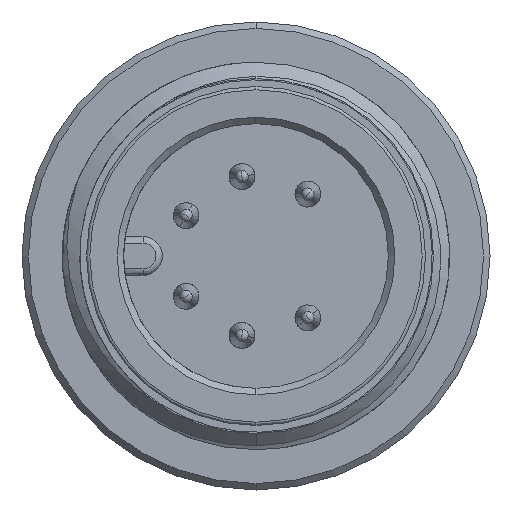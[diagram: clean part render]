
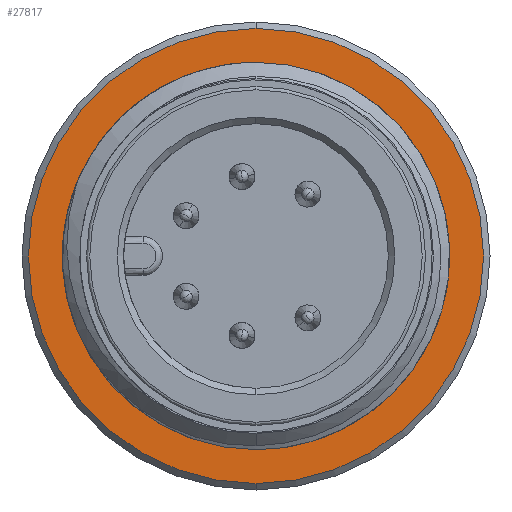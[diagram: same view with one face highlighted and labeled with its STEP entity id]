
A CAD part, left-side view. The second image highlights one B-rep face of the part: STEP entity #27817.
In plain terms, the highlighted planar face has unit normal (-1, 0, 0).
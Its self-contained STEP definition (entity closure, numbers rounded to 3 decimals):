
#1669 = ORIENTED_EDGE ( 'NONE', *, *, #17571, .T. ) ;
#1696 = CARTESIAN_POINT ( 'NONE',  ( 7.3, 0., 7.05 ) ) ;
#2447 = CIRCLE ( 'NONE', #20654, 6. ) ;
#2815 = CARTESIAN_POINT ( 'NONE',  ( 7.3, 0., 0. ) ) ;
#3567 = EDGE_CURVE ( 'NONE', #25269, #21765, #12682, .T. ) ;
#5973 = DIRECTION ( 'NONE',  ( -1., 0., 0. ) ) ;
#6342 = AXIS2_PLACEMENT_3D ( 'NONE', #19844, #16822, #26077 ) ;
#7184 = CIRCLE ( 'NONE', #6342, 7.05 ) ;
#9078 = VERTEX_POINT ( 'NONE', #26335 ) ;
#10219 = CARTESIAN_POINT ( 'NONE',  ( 7.3, 0., -7.05 ) ) ;
#10535 = ORIENTED_EDGE ( 'NONE', *, *, #36408, .F. ) ;
#11854 = FACE_BOUND ( 'NONE', #35997, .T. ) ;
#12461 = ORIENTED_EDGE ( 'NONE', *, *, #3567, .T. ) ;
#12682 = CIRCLE ( 'NONE', #30334, 7.05 ) ;
#13770 = CIRCLE ( 'NONE', #32362, 6. ) ;
#16207 = ORIENTED_EDGE ( 'NONE', *, *, #34833, .F. ) ;
#16822 = DIRECTION ( 'NONE',  ( -1., 0., 0. ) ) ;
#16899 = DIRECTION ( 'NONE',  ( -1., 0., 0. ) ) ;
#17495 = AXIS2_PLACEMENT_3D ( 'NONE', #30465, #27036, #24354 ) ;
#17533 = PLANE ( 'NONE',  #17495 ) ;
#17571 = EDGE_CURVE ( 'NONE', #21765, #25269, #7184, .T. ) ;
#18008 = VERTEX_POINT ( 'NONE', #31510 ) ;
#18521 = DIRECTION ( 'NONE',  ( 0., 0., 1. ) ) ;
#18653 = DIRECTION ( 'NONE',  ( 0., 0., 1. ) ) ;
#19844 = CARTESIAN_POINT ( 'NONE',  ( 7.3, 0., 0. ) ) ;
#20654 = AXIS2_PLACEMENT_3D ( 'NONE', #2815, #5973, #18521 ) ;
#21765 = VERTEX_POINT ( 'NONE', #10219 ) ;
#24354 = DIRECTION ( 'NONE',  ( 0., 0., -1. ) ) ;
#25269 = VERTEX_POINT ( 'NONE', #1696 ) ;
#26077 = DIRECTION ( 'NONE',  ( 0., 0., -1. ) ) ;
#26335 = CARTESIAN_POINT ( 'NONE',  ( 7.3, 0., 6. ) ) ;
#27036 = DIRECTION ( 'NONE',  ( 1., 0., 0. ) ) ;
#27817 = ADVANCED_FACE ( 'NONE', ( #30381, #11854 ), #17533, .F. ) ;
#28940 = EDGE_LOOP ( 'NONE', ( #1669, #12461 ) ) ;
#30334 = AXIS2_PLACEMENT_3D ( 'NONE', #38601, #16899, #35448 ) ;
#30381 = FACE_OUTER_BOUND ( 'NONE', #28940, .T. ) ;
#30465 = CARTESIAN_POINT ( 'NONE',  ( 7.3, 6., 0. ) ) ;
#31192 = CARTESIAN_POINT ( 'NONE',  ( 7.3, 0., 0. ) ) ;
#31510 = CARTESIAN_POINT ( 'NONE',  ( 7.3, 0., -6. ) ) ;
#32362 = AXIS2_PLACEMENT_3D ( 'NONE', #31192, #37317, #18653 ) ;
#34833 = EDGE_CURVE ( 'NONE', #9078, #18008, #13770, .T. ) ;
#35448 = DIRECTION ( 'NONE',  ( 0., 0., -1. ) ) ;
#35997 = EDGE_LOOP ( 'NONE', ( #16207, #10535 ) ) ;
#36408 = EDGE_CURVE ( 'NONE', #18008, #9078, #2447, .T. ) ;
#37317 = DIRECTION ( 'NONE',  ( -1., 0., 0. ) ) ;
#38601 = CARTESIAN_POINT ( 'NONE',  ( 7.3, 0., 0. ) ) ;
